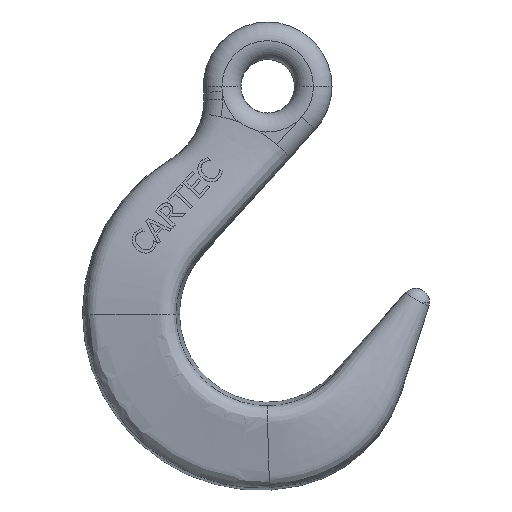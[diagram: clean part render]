
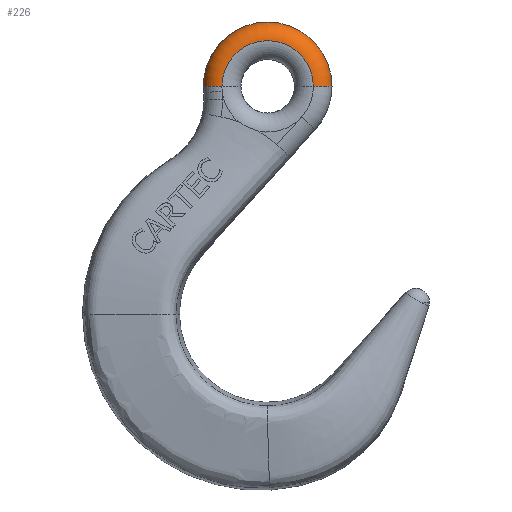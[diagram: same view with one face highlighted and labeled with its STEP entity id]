
A CAD part, top view. The second image highlights one B-rep face of the part: STEP entity #226.
In plain terms, the highlighted toroidal (fillet/blend) face has major radius 23.081 mm and minor radius 9.3 mm.
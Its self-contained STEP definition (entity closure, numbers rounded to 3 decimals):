
#226=ADVANCED_FACE('',(#589),#590,.T.);
#589=FACE_OUTER_BOUND('',#1094,.T.);
#590=TOROIDAL_SURFACE('',#1095,23.08,9.3);
#1094=EDGE_LOOP('',(#22275,#22276,#22277,#22278));
#1095=AXIS2_PLACEMENT_3D('',#22279,#22280,#22281);
#22275=ORIENTED_EDGE('',*,*,#23544,.F.);
#22276=ORIENTED_EDGE('',*,*,#23545,.T.);
#22277=ORIENTED_EDGE('',*,*,#23539,.F.);
#22278=ORIENTED_EDGE('',*,*,#23513,.T.);
#22279=CARTESIAN_POINT('',(0.0,115.0,0.2));
#22280=DIRECTION('',(0.0,0.0,1.0));
#22281=DIRECTION('',(1.0,0.0,0.0));
#23513=EDGE_CURVE('',#24130,#24134,#24136,.T.);
#23539=EDGE_CURVE('',#24130,#24174,#24175,.T.);
#23544=EDGE_CURVE('',#24182,#24134,#24183,.T.);
#23545=EDGE_CURVE('',#24182,#24174,#24184,.T.);
#24130=VERTEX_POINT('',#25341);
#24134=VERTEX_POINT('',#25345);
#24136=CIRCLE('',#25347,23.087);
#24174=VERTEX_POINT('',#25723);
#24175=CIRCLE('',#25724,9.3);
#24182=VERTEX_POINT('',#25731);
#24183=CIRCLE('',#25732,9.3);
#24184=CIRCLE('',#25733,32.29);
#25341=CARTESIAN_POINT('',(-23.087,115.0,9.5));
#25345=CARTESIAN_POINT('',(23.087,115.0,9.5));
#25347=AXIS2_PLACEMENT_3D('',#28816,#28817,#28818);
#25723=CARTESIAN_POINT('',(-32.29,115.0,1.494));
#25724=AXIS2_PLACEMENT_3D('',#28845,#28846,#28847);
#25731=CARTESIAN_POINT('',(32.29,115.0,1.494));
#25732=AXIS2_PLACEMENT_3D('',#28857,#28858,#28859);
#25733=AXIS2_PLACEMENT_3D('',#28860,#28861,#28862);
#28816=CARTESIAN_POINT('',(0.0,115.0,9.5));
#28817=DIRECTION('',(0.0,0.0,-1.0));
#28818=DIRECTION('',(-1.0,0.0,0.0));
#28845=CARTESIAN_POINT('',(-23.08,115.0,0.2));
#28846=DIRECTION('',(-0.0,-1.0,0.0));
#28847=DIRECTION('',(-1.0,0.0,0.0));
#28857=CARTESIAN_POINT('',(23.08,115.0,0.2));
#28858=DIRECTION('',(0.0,-1.0,0.0));
#28859=DIRECTION('',(1.0,0.0,-0.0));
#28860=CARTESIAN_POINT('',(0.0,115.0,1.494));
#28861=DIRECTION('',(0.0,0.0,1.0));
#28862=DIRECTION('',(1.0,0.0,0.0));
